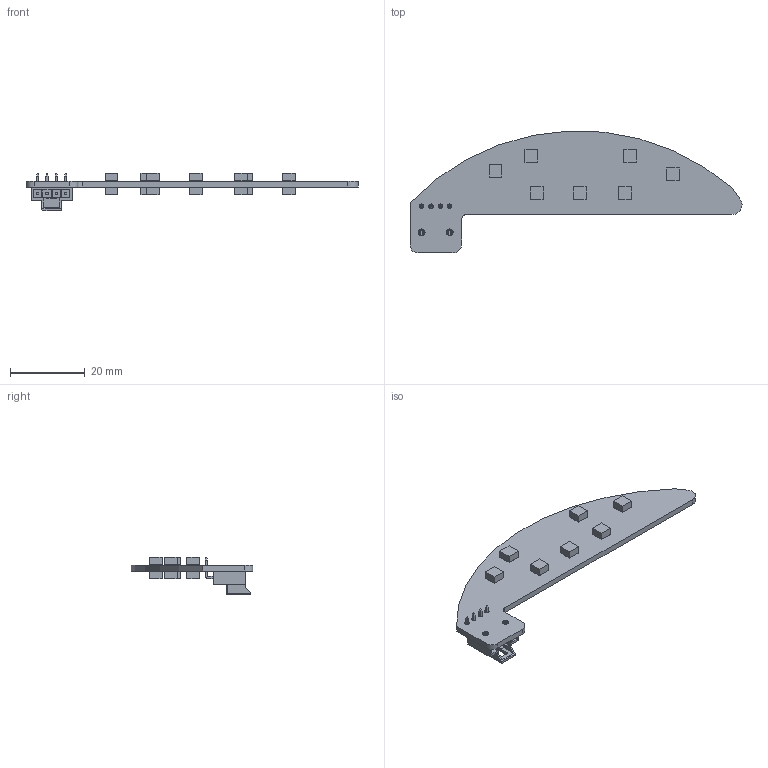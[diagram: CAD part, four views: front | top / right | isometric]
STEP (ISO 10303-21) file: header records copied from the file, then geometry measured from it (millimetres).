
FILE_DESCRIPTION(('Open CASCADE Model'),'2;1');
FILE_NAME('Open CASCADE Shape Model','2022-12-11T02:50:22',('Author'),( 'Open CASCADE'),'Open CASCADE STEP processor 7.5','Open CASCADE 7.5' ,'Unknown');
FILE_SCHEMA(('AUTOMOTIVE_DESIGN { 1 0 10303 214 1 1 1 1 }'));
Length unit declared in the file: millimetre
Products named in the file (1): PCB
Bounding box: 88.75 x 32.59 x 10.03 mm (x, y, z)
Volume: 2872.1 mm3; surface area: 5298.3 mm2
Topology: 85 solids, 86 shells, 717 faces, 1633 edges, 1070 vertices
Faces by surface type: plane 664, cylinder 43, cone 8, sphere 2
Full cylindrical faces by diameter (mm): 1.2 x4, 1.6 x2, 1.8 x2
Entity records: 19854 total; most frequent: CARTESIAN_POINT 3412, ORIENTED_EDGE 3130, DIRECTION 3101, EDGE_CURVE 1565, LINE 1455, VECTOR 1455, VERTEX_POINT 1030, AXIS2_PLACEMENT_3D 823
